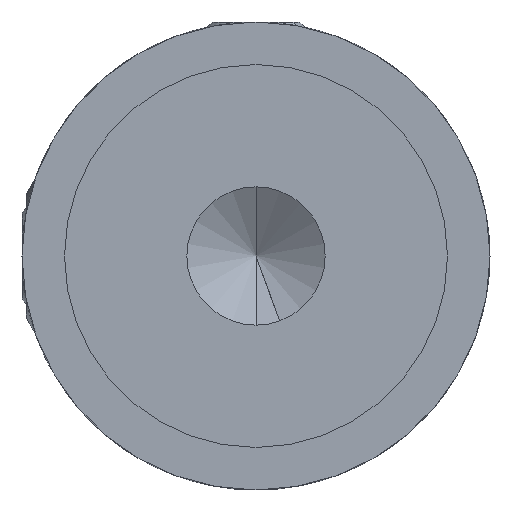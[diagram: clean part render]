
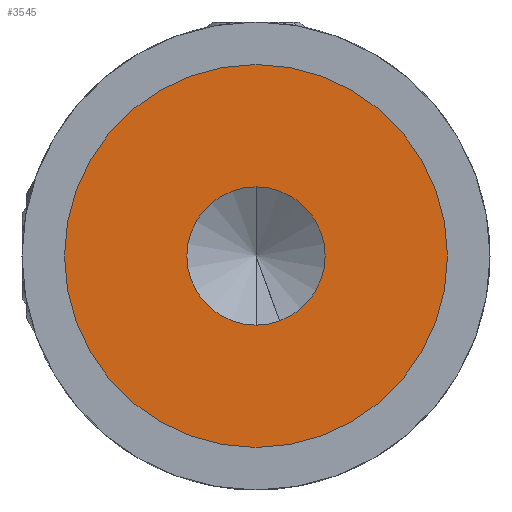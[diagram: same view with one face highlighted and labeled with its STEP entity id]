
A CAD part, front view. The second image highlights one B-rep face of the part: STEP entity #3545.
In plain terms, the highlighted face is planar.
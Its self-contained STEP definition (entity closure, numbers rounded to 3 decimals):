
#325 = CARTESIAN_POINT ( 'NONE',  ( 0., 2., 3.25 ) ) ;
#448 = AXIS2_PLACEMENT_3D ( 'NONE', #1004, #1551, #3361 ) ;
#549 = DIRECTION ( 'NONE',  ( 1., 0., 0. ) ) ;
#794 = DIRECTION ( 'NONE',  ( 0., -1., 0. ) ) ;
#954 = CIRCLE ( 'NONE', #1376, 9. ) ;
#1004 = CARTESIAN_POINT ( 'NONE',  ( 0., 2., 0. ) ) ;
#1030 = AXIS2_PLACEMENT_3D ( 'NONE', #3719, #2493, #1921 ) ;
#1054 = CARTESIAN_POINT ( 'NONE',  ( 0., 2., -3.25 ) ) ;
#1110 = CARTESIAN_POINT ( 'NONE',  ( 0., 2., 0. ) ) ;
#1154 = VERTEX_POINT ( 'NONE', #325 ) ;
#1228 = ORIENTED_EDGE ( 'NONE', *, *, #2175, .F. ) ;
#1294 = EDGE_CURVE ( 'NONE', #1970, #1154, #1898, .T. ) ;
#1343 = AXIS2_PLACEMENT_3D ( 'NONE', #1110, #794, #2623 ) ;
#1376 = AXIS2_PLACEMENT_3D ( 'NONE', #3662, #1566, #2219 ) ;
#1399 = EDGE_LOOP ( 'NONE', ( #2614, #1228 ) ) ;
#1551 = DIRECTION ( 'NONE',  ( 0., 1., 0. ) ) ;
#1566 = DIRECTION ( 'NONE',  ( 0., -1., 0. ) ) ;
#1571 = ORIENTED_EDGE ( 'NONE', *, *, #1294, .F. ) ;
#1637 = VERTEX_POINT ( 'NONE', #3571 ) ;
#1898 = CIRCLE ( 'NONE', #448, 3.25 ) ;
#1921 = DIRECTION ( 'NONE',  ( 1., 0., 0. ) ) ;
#1970 = VERTEX_POINT ( 'NONE', #1054 ) ;
#1983 = CIRCLE ( 'NONE', #1343, 9. ) ;
#2020 = FACE_OUTER_BOUND ( 'NONE', #1399, .T. ) ;
#2175 = EDGE_CURVE ( 'NONE', #2311, #1637, #954, .T. ) ;
#2219 = DIRECTION ( 'NONE',  ( 1., 0., 0. ) ) ;
#2256 = EDGE_LOOP ( 'NONE', ( #1571, #3775 ) ) ;
#2302 = EDGE_CURVE ( 'NONE', #1154, #1970, #2645, .T. ) ;
#2311 = VERTEX_POINT ( 'NONE', #2400 ) ;
#2341 = DIRECTION ( 'NONE',  ( 0., 1., 0. ) ) ;
#2377 = AXIS2_PLACEMENT_3D ( 'NONE', #2516, #2341, #549 ) ;
#2400 = CARTESIAN_POINT ( 'NONE',  ( -9., 2., 0. ) ) ;
#2493 = DIRECTION ( 'NONE',  ( 0., -1., 0. ) ) ;
#2516 = CARTESIAN_POINT ( 'NONE',  ( 0., 2., 0. ) ) ;
#2614 = ORIENTED_EDGE ( 'NONE', *, *, #3174, .F. ) ;
#2623 = DIRECTION ( 'NONE',  ( 1., 0., 0. ) ) ;
#2645 = CIRCLE ( 'NONE', #2377, 3.25 ) ;
#3174 = EDGE_CURVE ( 'NONE', #1637, #2311, #1983, .T. ) ;
#3361 = DIRECTION ( 'NONE',  ( 1., 0., 0. ) ) ;
#3404 = PLANE ( 'NONE',  #1030 ) ;
#3495 = FACE_BOUND ( 'NONE', #2256, .T. ) ;
#3545 = ADVANCED_FACE ( 'NONE', ( #2020, #3495 ), #3404, .F. ) ;
#3571 = CARTESIAN_POINT ( 'NONE',  ( 9., 2., 0. ) ) ;
#3662 = CARTESIAN_POINT ( 'NONE',  ( 0., 2., 0. ) ) ;
#3719 = CARTESIAN_POINT ( 'NONE',  ( 0., 2., 0. ) ) ;
#3775 = ORIENTED_EDGE ( 'NONE', *, *, #2302, .F. ) ;
